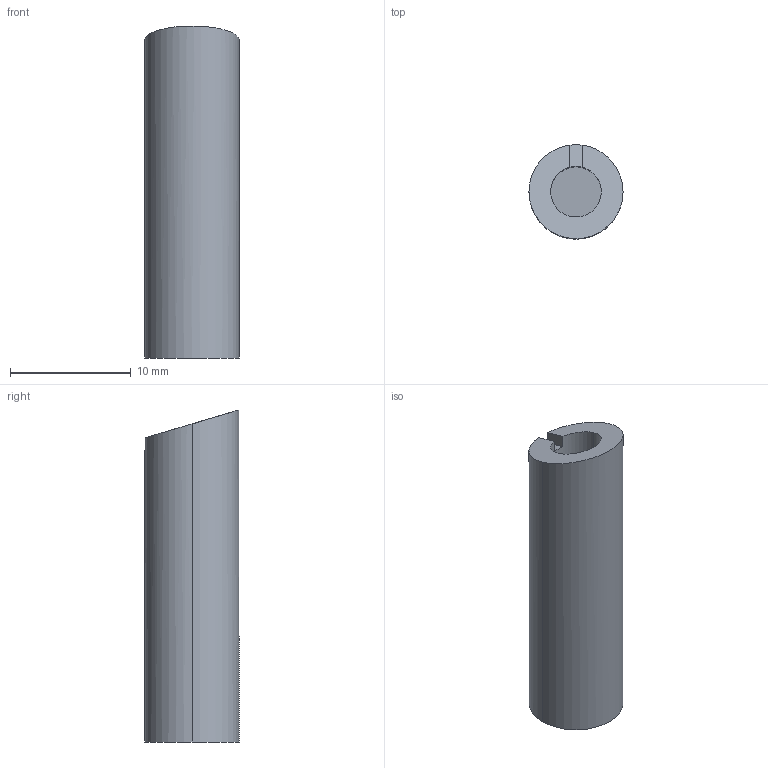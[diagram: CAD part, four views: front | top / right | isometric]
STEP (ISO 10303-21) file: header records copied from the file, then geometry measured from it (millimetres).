
FILE_DESCRIPTION (( 'STEP AP214' ), '1' );
FILE_NAME ('eXplora_VTOL_Vertical_Stabilizer_4mm_Tube_Holder_Down.STEP', '2022-10-24T09:30:09', ( '' ), ( '' ), 'SwSTEP 2.0', 'SolidWorks 2021', '' );
FILE_SCHEMA (( 'AUTOMOTIVE_DESIGN' ));
Length unit declared in the file: millimetre
Products named in the file (1): eXplora_VTOL_Vertical_Stabilizer_4mm_Tube_Holder_Down
Bounding box: 7.8 x 7.8 x 27.54 mm (x, y, z)
Volume: 921.1 mm3; surface area: 1067.1 mm2
Topology: 1 solids, 1 shells, 10 faces, 24 edges, 16 vertices
Faces by surface type: plane 6, cylinder 4
Entity records: 326 total; most frequent: CARTESIAN_POINT 75, ORIENTED_EDGE 48, DIRECTION 42, EDGE_CURVE 24, VERTEX_POINT 16, AXIS2_PLACEMENT_3D 15, LINE 12, VECTOR 12
